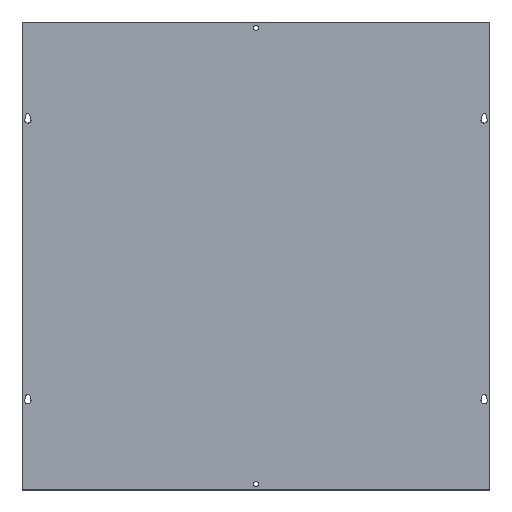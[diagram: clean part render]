
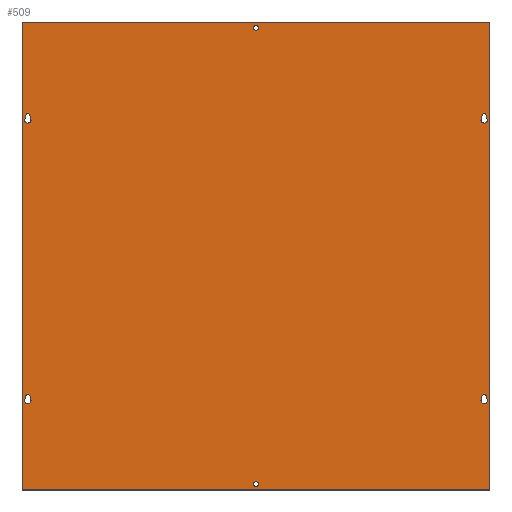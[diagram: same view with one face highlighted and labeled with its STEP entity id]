
A CAD part, top view. The second image highlights one B-rep face of the part: STEP entity #509.
In plain terms, the highlighted planar face has unit normal (0, 0, 1).
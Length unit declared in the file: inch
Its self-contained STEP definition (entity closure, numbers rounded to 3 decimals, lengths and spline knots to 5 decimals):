
#30=PLANE('',#555);
#35=LINE('',#721,#79);
#39=LINE('',#731,#83);
#42=LINE('',#739,#86);
#46=LINE('',#751,#90);
#51=LINE('',#769,#95);
#55=LINE('',#779,#99);
#58=LINE('',#787,#102);
#62=LINE('',#799,#106);
#64=LINE('',#807,#108);
#68=LINE('',#815,#112);
#71=LINE('',#821,#115);
#74=LINE('',#826,#118);
#79=VECTOR('',#584,0.26996);
#83=VECTOR('',#596,0.26996);
#86=VECTOR('',#601,0.26996);
#90=VECTOR('',#613,0.26996);
#95=VECTOR('',#632,0.26996);
#99=VECTOR('',#644,0.26996);
#102=VECTOR('',#649,0.26996);
#106=VECTOR('',#661,0.26996);
#108=VECTOR('',#671,30.);
#112=VECTOR('',#677,30.);
#115=VECTOR('',#682,30.);
#118=VECTOR('',#687,30.);
#122=FACE_BOUND('',#183,.T.);
#123=FACE_BOUND('',#184,.T.);
#124=FACE_BOUND('',#185,.T.);
#125=FACE_BOUND('',#186,.T.);
#126=FACE_BOUND('',#187,.T.);
#127=FACE_BOUND('',#188,.T.);
#156=FACE_OUTER_BOUND('',#182,.T.);
#182=EDGE_LOOP('',(#408,#409,#410,#411));
#183=EDGE_LOOP('',(#412));
#184=EDGE_LOOP('',(#413));
#185=EDGE_LOOP('',(#414,#415,#416,#417));
#186=EDGE_LOOP('',(#418,#419,#420,#421));
#187=EDGE_LOOP('',(#422,#423,#424,#425));
#188=EDGE_LOOP('',(#426,#427,#428,#429));
#197=CIRCLE('',#515,0.156);
#199=CIRCLE('',#518,0.156);
#201=CIRCLE('',#521,0.203);
#203=CIRCLE('',#525,0.125);
#205=CIRCLE('',#530,0.125);
#207=CIRCLE('',#534,0.203);
#209=CIRCLE('',#537,0.203);
#211=CIRCLE('',#541,0.125);
#213=CIRCLE('',#546,0.125);
#215=CIRCLE('',#550,0.203);
#217=VERTEX_POINT('',#701);
#219=VERTEX_POINT('',#706);
#222=VERTEX_POINT('',#712);
#223=VERTEX_POINT('',#714);
#225=VERTEX_POINT('',#720);
#227=VERTEX_POINT('',#726);
#230=VERTEX_POINT('',#736);
#231=VERTEX_POINT('',#738);
#233=VERTEX_POINT('',#744);
#235=VERTEX_POINT('',#750);
#238=VERTEX_POINT('',#760);
#239=VERTEX_POINT('',#762);
#241=VERTEX_POINT('',#768);
#243=VERTEX_POINT('',#774);
#246=VERTEX_POINT('',#784);
#247=VERTEX_POINT('',#786);
#249=VERTEX_POINT('',#792);
#251=VERTEX_POINT('',#798);
#252=VERTEX_POINT('',#805);
#253=VERTEX_POINT('',#806);
#256=VERTEX_POINT('',#814);
#258=VERTEX_POINT('',#820);
#261=EDGE_CURVE('',#217,#217,#197,.T.);
#263=EDGE_CURVE('',#219,#219,#199,.T.);
#266=EDGE_CURVE('',#223,#222,#201,.T.);
#269=EDGE_CURVE('',#225,#223,#35,.T.);
#272=EDGE_CURVE('',#227,#225,#203,.T.);
#275=EDGE_CURVE('',#222,#227,#39,.T.);
#278=EDGE_CURVE('',#231,#230,#42,.T.);
#281=EDGE_CURVE('',#233,#231,#205,.T.);
#284=EDGE_CURVE('',#235,#233,#46,.T.);
#287=EDGE_CURVE('',#230,#235,#207,.T.);
#290=EDGE_CURVE('',#239,#238,#209,.T.);
#293=EDGE_CURVE('',#241,#239,#51,.T.);
#296=EDGE_CURVE('',#243,#241,#211,.T.);
#299=EDGE_CURVE('',#238,#243,#55,.T.);
#302=EDGE_CURVE('',#247,#246,#58,.T.);
#305=EDGE_CURVE('',#249,#247,#213,.T.);
#308=EDGE_CURVE('',#251,#249,#62,.T.);
#311=EDGE_CURVE('',#246,#251,#215,.T.);
#312=EDGE_CURVE('',#252,#253,#64,.T.);
#316=EDGE_CURVE('',#253,#256,#68,.T.);
#319=EDGE_CURVE('',#256,#258,#71,.T.);
#322=EDGE_CURVE('',#258,#252,#74,.T.);
#408=ORIENTED_EDGE('',*,*,#312,.F.);
#409=ORIENTED_EDGE('',*,*,#322,.F.);
#410=ORIENTED_EDGE('',*,*,#319,.F.);
#411=ORIENTED_EDGE('',*,*,#316,.F.);
#412=ORIENTED_EDGE('',*,*,#261,.T.);
#413=ORIENTED_EDGE('',*,*,#263,.T.);
#414=ORIENTED_EDGE('',*,*,#266,.T.);
#415=ORIENTED_EDGE('',*,*,#275,.T.);
#416=ORIENTED_EDGE('',*,*,#272,.T.);
#417=ORIENTED_EDGE('',*,*,#269,.T.);
#418=ORIENTED_EDGE('',*,*,#278,.T.);
#419=ORIENTED_EDGE('',*,*,#287,.T.);
#420=ORIENTED_EDGE('',*,*,#284,.T.);
#421=ORIENTED_EDGE('',*,*,#281,.T.);
#422=ORIENTED_EDGE('',*,*,#290,.T.);
#423=ORIENTED_EDGE('',*,*,#299,.T.);
#424=ORIENTED_EDGE('',*,*,#296,.T.);
#425=ORIENTED_EDGE('',*,*,#293,.T.);
#426=ORIENTED_EDGE('',*,*,#302,.T.);
#427=ORIENTED_EDGE('',*,*,#311,.T.);
#428=ORIENTED_EDGE('',*,*,#308,.T.);
#429=ORIENTED_EDGE('',*,*,#305,.T.);
#509=ADVANCED_FACE('',(#156,#122,#123,#124,#125,#126,#127),#30,.T.);
#515=AXIS2_PLACEMENT_3D('',#702,#565,#566);
#518=AXIS2_PLACEMENT_3D('',#707,#571,#572);
#521=AXIS2_PLACEMENT_3D('',#715,#578,#579);
#525=AXIS2_PLACEMENT_3D('',#727,#590,#591);
#530=AXIS2_PLACEMENT_3D('',#745,#607,#608);
#534=AXIS2_PLACEMENT_3D('',#755,#619,#620);
#537=AXIS2_PLACEMENT_3D('',#763,#626,#627);
#541=AXIS2_PLACEMENT_3D('',#775,#638,#639);
#546=AXIS2_PLACEMENT_3D('',#793,#655,#656);
#550=AXIS2_PLACEMENT_3D('',#803,#667,#668);
#555=AXIS2_PLACEMENT_3D('',#828,#689,#690);
#565=DIRECTION('center_axis',(0.,0.,-1.));
#566=DIRECTION('ref_axis',(-1.,0.,0.));
#571=DIRECTION('center_axis',(0.,0.,-1.));
#572=DIRECTION('ref_axis',(-1.,0.,0.));
#578=DIRECTION('center_axis',(0.,0.,-1.));
#579=DIRECTION('ref_axis',(-0.961,0.278,0.));
#584=DIRECTION('',(0.278,-0.961,0.));
#590=DIRECTION('center_axis',(0.,0.,-1.));
#591=DIRECTION('ref_axis',(0.961,0.278,0.));
#596=DIRECTION('',(0.278,0.961,0.));
#601=DIRECTION('',(0.278,-0.961,0.));
#607=DIRECTION('center_axis',(0.,0.,-1.));
#608=DIRECTION('ref_axis',(0.961,0.278,0.));
#613=DIRECTION('',(0.278,0.961,0.));
#619=DIRECTION('center_axis',(0.,0.,-1.));
#620=DIRECTION('ref_axis',(-0.961,0.278,0.));
#626=DIRECTION('center_axis',(0.,0.,-1.));
#627=DIRECTION('ref_axis',(-0.961,0.278,0.));
#632=DIRECTION('',(0.278,-0.961,0.));
#638=DIRECTION('center_axis',(0.,0.,-1.));
#639=DIRECTION('ref_axis',(0.961,0.278,0.));
#644=DIRECTION('',(0.278,0.961,0.));
#649=DIRECTION('',(0.278,-0.961,0.));
#655=DIRECTION('center_axis',(0.,0.,-1.));
#656=DIRECTION('ref_axis',(0.961,0.278,0.));
#661=DIRECTION('',(0.278,0.961,0.));
#667=DIRECTION('center_axis',(0.,0.,-1.));
#668=DIRECTION('ref_axis',(-0.961,0.278,0.));
#671=DIRECTION('',(0.,-1.,0.));
#677=DIRECTION('',(-1.,0.,0.));
#682=DIRECTION('',(0.,1.,0.));
#687=DIRECTION('',(1.,0.,0.));
#689=DIRECTION('center_axis',(0.,0.,1.));
#690=DIRECTION('ref_axis',(1.,0.,0.));
#701=CARTESIAN_POINT('',(0.156,14.625,0.0937));
#702=CARTESIAN_POINT('Origin',(0.,14.625,0.0937));
#706=CARTESIAN_POINT('',(0.156,-14.625,0.0937));
#707=CARTESIAN_POINT('Origin',(0.,-14.625,0.0937));
#712=CARTESIAN_POINT('',(14.42998,-9.22465,0.0937));
#714=CARTESIAN_POINT('',(14.82002,-9.22465,0.0937));
#715=CARTESIAN_POINT('Origin',(14.625,-9.281,0.0937));
#720=CARTESIAN_POINT('',(14.74509,-8.9653,0.0937));
#721=CARTESIAN_POINT('',(13.0191,-2.99167,0.0937));
#726=CARTESIAN_POINT('',(14.50491,-8.9653,0.0937));
#727=CARTESIAN_POINT('Origin',(14.625,-9.,0.0937));
#731=CARTESIAN_POINT('',(15.1415,-6.76207,0.0937));
#736=CARTESIAN_POINT('',(-14.42998,-9.22465,0.0937));
#738=CARTESIAN_POINT('',(-14.50491,-8.9653,0.0937));
#739=CARTESIAN_POINT('',(-15.10403,-6.89174,0.0937));
#744=CARTESIAN_POINT('',(-14.74509,-8.9653,0.0937));
#745=CARTESIAN_POINT('Origin',(-14.625,-9.,0.0937));
#750=CARTESIAN_POINT('',(-14.82002,-9.22465,0.0937));
#751=CARTESIAN_POINT('',(-12.98163,-2.86199,0.0937));
#755=CARTESIAN_POINT('Origin',(-14.625,-9.281,0.0937));
#760=CARTESIAN_POINT('',(14.42998,8.77535,0.0937));
#762=CARTESIAN_POINT('',(14.82002,8.77535,0.0937));
#763=CARTESIAN_POINT('Origin',(14.625,8.719,0.0937));
#768=CARTESIAN_POINT('',(14.74509,9.0347,0.0937));
#769=CARTESIAN_POINT('',(15.41915,6.70179,0.0937));
#774=CARTESIAN_POINT('',(14.50491,9.0347,0.0937));
#775=CARTESIAN_POINT('Origin',(14.625,9.,0.0937));
#779=CARTESIAN_POINT('',(12.74146,2.93139,0.0937));
#784=CARTESIAN_POINT('',(-14.42998,8.77535,0.0937));
#786=CARTESIAN_POINT('',(-14.50491,9.0347,0.0937));
#787=CARTESIAN_POINT('',(-12.70399,2.80171,0.0937));
#792=CARTESIAN_POINT('',(-14.74509,9.0347,0.0937));
#793=CARTESIAN_POINT('Origin',(-14.625,9.,0.0937));
#798=CARTESIAN_POINT('',(-14.82002,8.77535,0.0937));
#799=CARTESIAN_POINT('',(-15.38168,6.83146,0.0937));
#803=CARTESIAN_POINT('Origin',(-14.625,8.719,0.0937));
#805=CARTESIAN_POINT('',(15.,15.,0.0937));
#806=CARTESIAN_POINT('',(15.,-15.,0.0937));
#807=CARTESIAN_POINT('',(15.,15.,0.0937));
#814=CARTESIAN_POINT('',(-15.,-15.,0.0937));
#815=CARTESIAN_POINT('',(15.,-15.,0.0937));
#820=CARTESIAN_POINT('',(-15.,15.,0.0937));
#821=CARTESIAN_POINT('',(-15.,-15.,0.0937));
#826=CARTESIAN_POINT('',(-15.,15.,0.0937));
#828=CARTESIAN_POINT('Origin',(0.,0.,0.0937));
